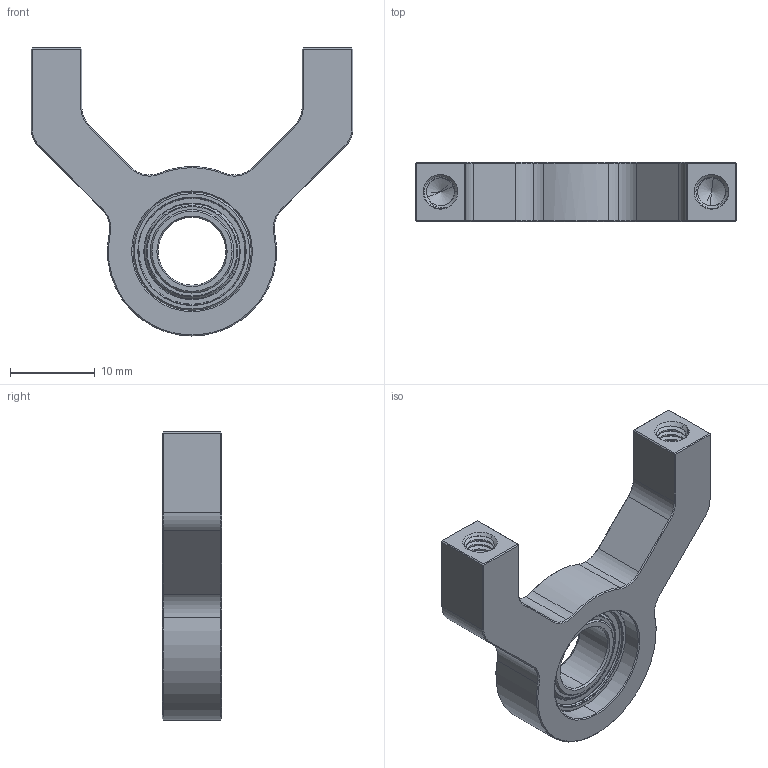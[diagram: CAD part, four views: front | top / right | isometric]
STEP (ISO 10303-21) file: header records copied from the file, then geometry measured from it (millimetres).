
FILE_DESCRIPTION (( 'STEP AP203' ), '1' );
FILE_NAME ('1602-0032-0008 assembly.STEP', '2023-10-02T14:05:38', ( '' ), ( '' ), 'SwSTEP 2.0', 'SolidWorks 2016', '' );
FILE_SCHEMA (( 'CONFIG_CONTROL_DESIGN' ));
Length unit declared in the file: millimetre
Products named in the file (3): 1611-0514-0008; 1602-0032-0008 assembly; 1602-0032-0000
Assembly tree (2 placements, depth 2):
  1602-0032-0008 assembly
    1602-0032-0000
    1611-0514-0008
Bounding box: 38 x 7 x 34 mm (x, y, z)
Volume: 3166.6 mm3; surface area: 3252.7 mm2
Topology: 4 solids, 4 shells, 288 faces, 696 edges, 427 vertices
Faces by surface type: cylinder 137, plane 65, cone 62, torus 20, bspline 4
Entity records: 13878 total; most frequent: CARTESIAN_POINT 7325, ORIENTED_EDGE 1384, DIRECTION 1277, EDGE_CURVE 692, AXIS2_PLACEMENT_3D 495, VERTEX_POINT 427, EDGE_LOOP 307, FACE_OUTER_BOUND 288
